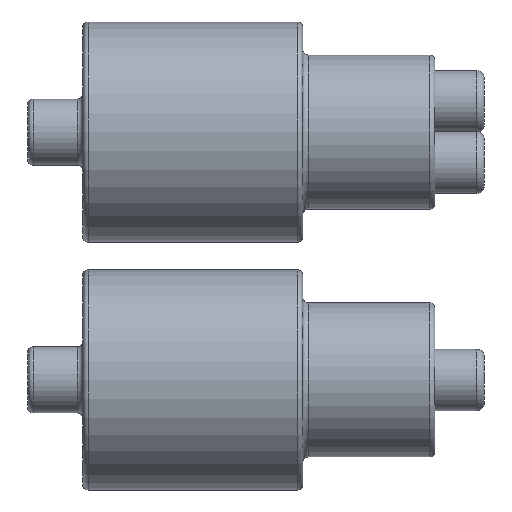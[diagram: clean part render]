
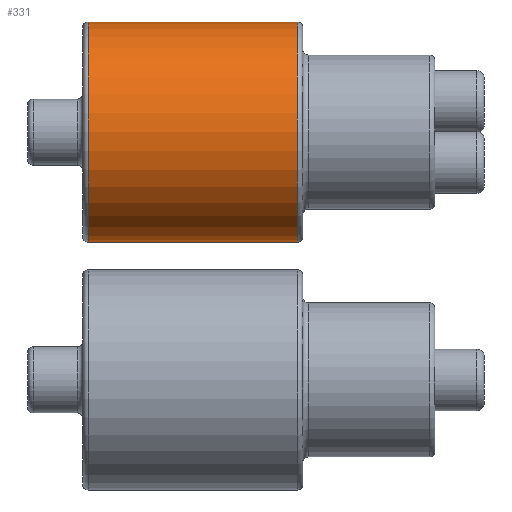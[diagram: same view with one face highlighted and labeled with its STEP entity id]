
A CAD part, left-side view. The second image highlights one B-rep face of the part: STEP entity #331.
In plain terms, the highlighted cylindrical face has radius 5 mm (diameter 10 mm), a full revolution.
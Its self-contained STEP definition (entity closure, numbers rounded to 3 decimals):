
#300 = EDGE_CURVE('',#301,#303,#305,.T.);
#301 = VERTEX_POINT('',#302);
#302 = CARTESIAN_POINT('',(-5.,0.25,0.));
#303 = VERTEX_POINT('',#304);
#304 = CARTESIAN_POINT('',(0.,0.25,-5.));
#305 = CIRCLE('',#306,5.);
#306 = AXIS2_PLACEMENT_3D('',#307,#308,#309);
#307 = CARTESIAN_POINT('',(0.,0.25,0.));
#308 = DIRECTION('',(0.,-1.,0.));
#309 = DIRECTION('',(1.,0.,0.));
#320 = EDGE_CURVE('',#303,#301,#321,.T.);
#321 = CIRCLE('',#322,5.);
#322 = AXIS2_PLACEMENT_3D('',#323,#324,#325);
#323 = CARTESIAN_POINT('',(0.,0.25,0.));
#324 = DIRECTION('',(0.,-1.,0.));
#325 = DIRECTION('',(1.,0.,0.));
#331 = ADVANCED_FACE('',(#332),#361,.T.);
#332 = FACE_BOUND('',#333,.T.);
#333 = EDGE_LOOP('',(#334,#345,#351,#352,#353,#354));
#334 = ORIENTED_EDGE('',*,*,#335,.F.);
#335 = EDGE_CURVE('',#336,#338,#340,.T.);
#336 = VERTEX_POINT('',#337);
#337 = CARTESIAN_POINT('',(-5.,9.75,0.));
#338 = VERTEX_POINT('',#339);
#339 = CARTESIAN_POINT('',(0.,9.75,-5.));
#340 = CIRCLE('',#341,5.);
#341 = AXIS2_PLACEMENT_3D('',#342,#343,#344);
#342 = CARTESIAN_POINT('',(0.,9.75,0.));
#343 = DIRECTION('',(-0.,1.,0.));
#344 = DIRECTION('',(1.,0.,0.));
#345 = ORIENTED_EDGE('',*,*,#346,.T.);
#346 = EDGE_CURVE('',#336,#301,#347,.T.);
#347 = LINE('',#348,#349);
#348 = CARTESIAN_POINT('',(-5.,0.,0.));
#349 = VECTOR('',#350,1.);
#350 = DIRECTION('',(0.,-1.,0.));
#351 = ORIENTED_EDGE('',*,*,#320,.F.);
#352 = ORIENTED_EDGE('',*,*,#300,.F.);
#353 = ORIENTED_EDGE('',*,*,#346,.F.);
#354 = ORIENTED_EDGE('',*,*,#355,.F.);
#355 = EDGE_CURVE('',#338,#336,#356,.T.);
#356 = CIRCLE('',#357,5.);
#357 = AXIS2_PLACEMENT_3D('',#358,#359,#360);
#358 = CARTESIAN_POINT('',(0.,9.75,0.));
#359 = DIRECTION('',(-0.,1.,0.));
#360 = DIRECTION('',(1.,0.,0.));
#361 = CYLINDRICAL_SURFACE('',#362,5.);
#362 = AXIS2_PLACEMENT_3D('',#363,#364,#365);
#363 = CARTESIAN_POINT('',(0.,0.,0.));
#364 = DIRECTION('',(0.,1.,0.));
#365 = DIRECTION('',(1.,0.,0.));
